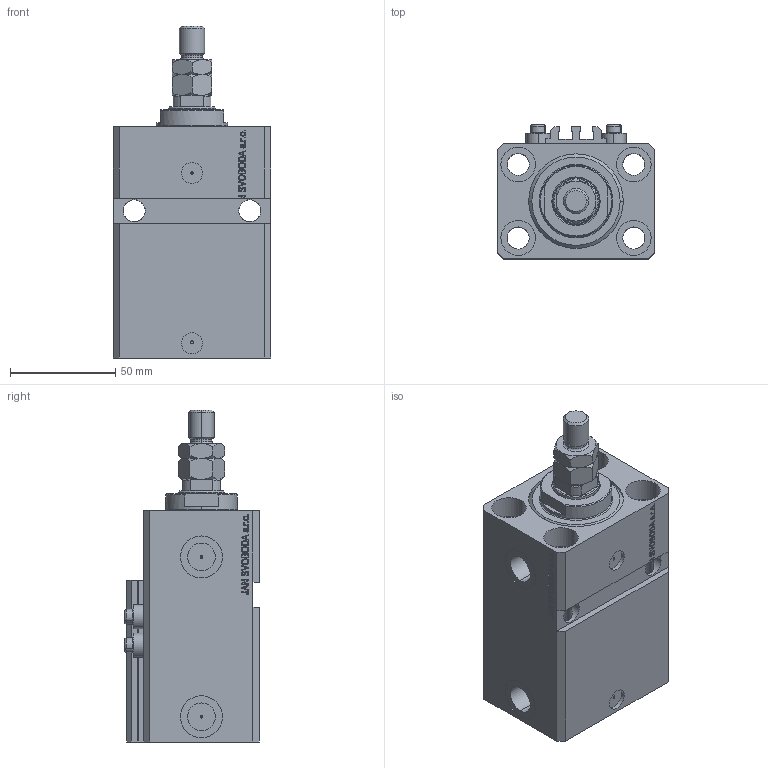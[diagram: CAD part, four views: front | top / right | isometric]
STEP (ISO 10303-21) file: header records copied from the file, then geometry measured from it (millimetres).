
FILE_DESCRIPTION (( 'STEP AP203' ), '1' );
FILE_NAME ('3db9.STEP', '2022-04-09T15:45:44', ( '' ), ( '' ), 'SwSTEP 2.0', 'SolidWorks 2019', '' );
FILE_SCHEMA (( 'CONFIG_CONTROL_DESIGN' ));
Length unit declared in the file: millimetre
Products named in the file (6): V250CE_C_VCP d3fdad2dbe0271a51aa3f779b3e07d2a; V250CE_E_Body d3fdad2dbe0271a51aa3f779b3e07d2a; ALLEN BOLT V250CE d3fdad2dbe0271a51aa3f779b3e07d2a; MTA d3fdad2dbe0271a51aa3f779b3e07d2a; V250CE_VC_E d3fdad2dbe0271a51aa3f779b3e07d2a; 3db9
Assembly tree (8 placements, depth 2):
  3db9
    V250CE_E_Body d3fdad2dbe0271a51aa3f779b3e07d2a
    ALLEN BOLT V250CE d3fdad2dbe0271a51aa3f779b3e07d2a  x4
    V250CE_C_VCP d3fdad2dbe0271a51aa3f779b3e07d2a
    V250CE_VC_E d3fdad2dbe0271a51aa3f779b3e07d2a
    MTA d3fdad2dbe0271a51aa3f779b3e07d2a
Bounding box: 75 x 64 x 157.9 mm (x, y, z)
Volume: 391116.6 mm3; surface area: 100167.7 mm2
Topology: 9 solids, 9 shells, 1129 faces, 2804 edges, 1809 vertices
Faces by surface type: plane 533, bspline 354, cylinder 142, cone 84, torus 16
Entity records: 48937 total; most frequent: CARTESIAN_POINT 25350, ORIENTED_EDGE 5298, DIRECTION 3543, EDGE_CURVE 2649, VERTEX_POINT 1725, VECTOR 1555, LINE 1555, EDGE_LOOP 1192
